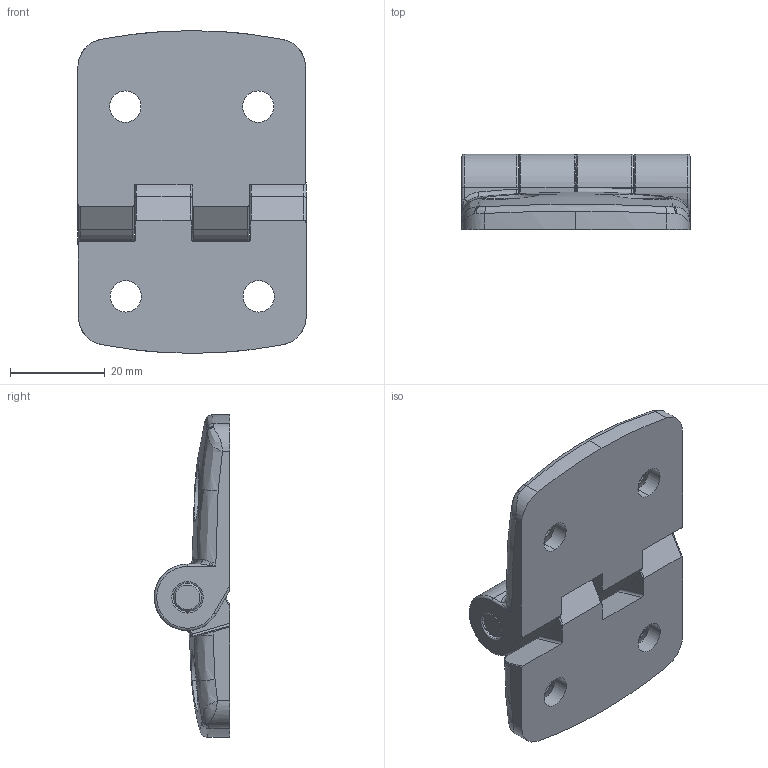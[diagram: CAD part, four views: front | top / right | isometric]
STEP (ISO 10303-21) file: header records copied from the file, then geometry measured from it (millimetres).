
FILE_DESCRIPTION((''),'2;1');
FILE_NAME('12118_TECAJ_PA_30X40_ASM','2022-09-19T08:08:58',('PredragRovcanin'),('Audax d.o.o.'),'CREO PARAMETRIC BY PTC INC, 2020281','CREO PARAMETRIC BY PTC INC, 2020281','');
FILE_SCHEMA(('AP242_MANAGED_MODEL_BASED_3D_ENGINEERING_MIM_LF { 1 0 10303 442 1 1 4 }'));
Length unit declared in the file: millimetre
Products named in the file (4): 12118_TECAJ_PA_30X40_A; 12118_TECAJ_PA_30X40_B; 12118_TECAJ_PA_30X40_C; 12118_TECAJ_PA_30X40_ASM
Assembly tree (3 placements, depth 2):
  12118_TECAJ_PA_30X40_ASM
    12118_TECAJ_PA_30X40_A
    12118_TECAJ_PA_30X40_B
    12118_TECAJ_PA_30X40_C
Bounding box: 48.1 x 15.9 x 68 mm (x, y, z)
Volume: 23746.1 mm3; surface area: 11518.7 mm2
Topology: 3 solids, 3 shells, 181 faces, 471 edges, 289 vertices
Faces by surface type: cylinder 63, bspline 56, plane 26, torus 24, cone 12
Entity records: 11873 total; most frequent: CARTESIAN_POINT 4646, ORIENTED_EDGE 914, DIRECTION 699, PRESENTATION_STYLE_ASSIGNMENT 638, STYLED_ITEM 638, CURVE_STYLE 465, EDGE_CURVE 457, COLOUR_RGB 324
